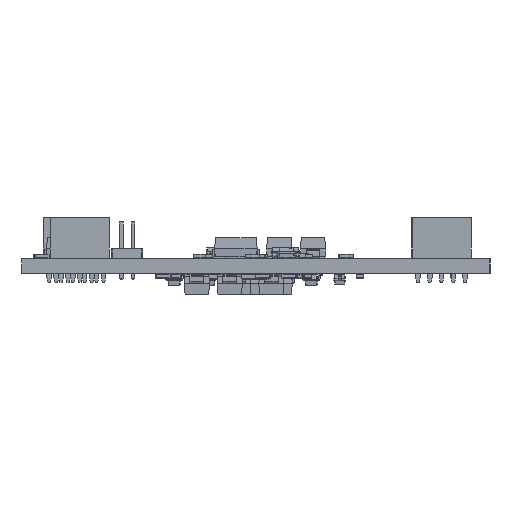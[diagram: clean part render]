
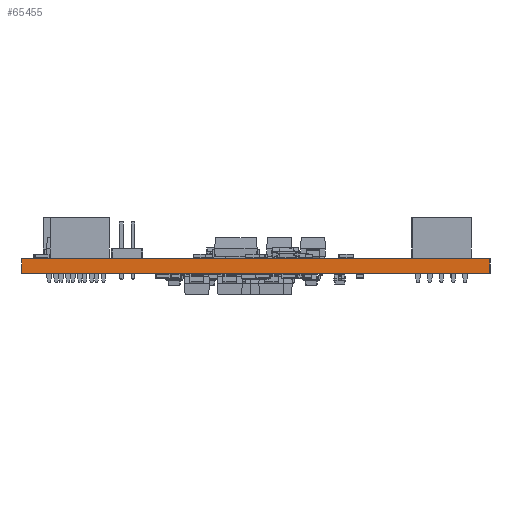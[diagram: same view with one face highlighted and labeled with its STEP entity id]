
A CAD part, left-side view. The second image highlights one B-rep face of the part: STEP entity #65455.
In plain terms, the highlighted planar face has unit normal (-1, 0, 0).
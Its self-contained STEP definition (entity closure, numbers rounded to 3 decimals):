
#59455 = PLANE('',#59456);
#59456 = AXIS2_PLACEMENT_3D('',#59457,#59458,#59459);
#59457 = CARTESIAN_POINT('',(-0.047,0.531,1.6));
#59458 = DIRECTION('',(-0.,-0.,-1.));
#59459 = DIRECTION('',(-1.,0.,0.));
#59509 = PLANE('',#59510);
#59510 = AXIS2_PLACEMENT_3D('',#59511,#59512,#59513);
#59511 = CARTESIAN_POINT('',(-0.047,0.531,0.));
#59512 = DIRECTION('',(-0.,-0.,-1.));
#59513 = DIRECTION('',(-1.,0.,0.));
#59542 = PLANE('',#59543);
#59543 = AXIS2_PLACEMENT_3D('',#59544,#59545,#59546);
#59544 = CARTESIAN_POINT('',(-33.973,25.146,0.));
#59545 = DIRECTION('',(0.,1.,0.));
#59546 = DIRECTION('',(1.,0.,0.));
#60738 = VERTEX_POINT('',#60739);
#60739 = CARTESIAN_POINT('',(-33.973,-25.146,0.));
#60753 = PLANE('',#60754);
#60754 = AXIS2_PLACEMENT_3D('',#60755,#60756,#60757);
#60755 = CARTESIAN_POINT('',(-22.53,-25.146,0.));
#60756 = DIRECTION('',(0.,-1.,0.));
#60757 = DIRECTION('',(-1.,0.,0.));
#60765 = EDGE_CURVE('',#60738,#60766,#60768,.T.);
#60766 = VERTEX_POINT('',#60767);
#60767 = CARTESIAN_POINT('',(-33.973,25.146,0.));
#60768 = SURFACE_CURVE('',#60769,(#60773,#60780),.PCURVE_S1.);
#60769 = LINE('',#60770,#60771);
#60770 = CARTESIAN_POINT('',(-33.973,-25.146,0.));
#60771 = VECTOR('',#60772,1.);
#60772 = DIRECTION('',(0.,1.,0.));
#60773 = PCURVE('',#59509,#60774);
#60774 = DEFINITIONAL_REPRESENTATION('',(#60775),#60779);
#60775 = LINE('',#60776,#60777);
#60776 = CARTESIAN_POINT('',(33.926,-25.677));
#60777 = VECTOR('',#60778,1.);
#60778 = DIRECTION('',(0.,1.));
#60779 = ( GEOMETRIC_REPRESENTATION_CONTEXT(2) 
PARAMETRIC_REPRESENTATION_CONTEXT() REPRESENTATION_CONTEXT('2D SPACE',''
  ) );
#60780 = PCURVE('',#60781,#60786);
#60781 = PLANE('',#60782);
#60782 = AXIS2_PLACEMENT_3D('',#60783,#60784,#60785);
#60783 = CARTESIAN_POINT('',(-33.973,-25.146,0.));
#60784 = DIRECTION('',(-1.,0.,0.));
#60785 = DIRECTION('',(0.,1.,0.));
#60786 = DEFINITIONAL_REPRESENTATION('',(#60787),#60791);
#60787 = LINE('',#60788,#60789);
#60788 = CARTESIAN_POINT('',(0.,0.));
#60789 = VECTOR('',#60790,1.);
#60790 = DIRECTION('',(1.,0.));
#60791 = ( GEOMETRIC_REPRESENTATION_CONTEXT(2) 
PARAMETRIC_REPRESENTATION_CONTEXT() REPRESENTATION_CONTEXT('2D SPACE',''
  ) );
#63655 = VERTEX_POINT('',#63656);
#63656 = CARTESIAN_POINT('',(-33.973,-25.146,1.6));
#63677 = EDGE_CURVE('',#63655,#63678,#63680,.T.);
#63678 = VERTEX_POINT('',#63679);
#63679 = CARTESIAN_POINT('',(-33.973,25.146,1.6));
#63680 = SURFACE_CURVE('',#63681,(#63685,#63692),.PCURVE_S1.);
#63681 = LINE('',#63682,#63683);
#63682 = CARTESIAN_POINT('',(-33.973,-25.146,1.6));
#63683 = VECTOR('',#63684,1.);
#63684 = DIRECTION('',(0.,1.,0.));
#63685 = PCURVE('',#59455,#63686);
#63686 = DEFINITIONAL_REPRESENTATION('',(#63687),#63691);
#63687 = LINE('',#63688,#63689);
#63688 = CARTESIAN_POINT('',(33.926,-25.677));
#63689 = VECTOR('',#63690,1.);
#63690 = DIRECTION('',(0.,1.));
#63691 = ( GEOMETRIC_REPRESENTATION_CONTEXT(2) 
PARAMETRIC_REPRESENTATION_CONTEXT() REPRESENTATION_CONTEXT('2D SPACE',''
  ) );
#63692 = PCURVE('',#60781,#63693);
#63693 = DEFINITIONAL_REPRESENTATION('',(#63694),#63698);
#63694 = LINE('',#63695,#63696);
#63695 = CARTESIAN_POINT('',(0.,-1.6));
#63696 = VECTOR('',#63697,1.);
#63697 = DIRECTION('',(1.,0.));
#63698 = ( GEOMETRIC_REPRESENTATION_CONTEXT(2) 
PARAMETRIC_REPRESENTATION_CONTEXT() REPRESENTATION_CONTEXT('2D SPACE',''
  ) );
#65405 = EDGE_CURVE('',#60766,#63678,#65406,.T.);
#65406 = SURFACE_CURVE('',#65407,(#65411,#65418),.PCURVE_S1.);
#65407 = LINE('',#65408,#65409);
#65408 = CARTESIAN_POINT('',(-33.973,25.146,0.));
#65409 = VECTOR('',#65410,1.);
#65410 = DIRECTION('',(0.,0.,1.));
#65411 = PCURVE('',#59542,#65412);
#65412 = DEFINITIONAL_REPRESENTATION('',(#65413),#65417);
#65413 = LINE('',#65414,#65415);
#65414 = CARTESIAN_POINT('',(0.,0.));
#65415 = VECTOR('',#65416,1.);
#65416 = DIRECTION('',(0.,-1.));
#65417 = ( GEOMETRIC_REPRESENTATION_CONTEXT(2) 
PARAMETRIC_REPRESENTATION_CONTEXT() REPRESENTATION_CONTEXT('2D SPACE',''
  ) );
#65418 = PCURVE('',#60781,#65419);
#65419 = DEFINITIONAL_REPRESENTATION('',(#65420),#65424);
#65420 = LINE('',#65421,#65422);
#65421 = CARTESIAN_POINT('',(50.292,0.));
#65422 = VECTOR('',#65423,1.);
#65423 = DIRECTION('',(0.,-1.));
#65424 = ( GEOMETRIC_REPRESENTATION_CONTEXT(2) 
PARAMETRIC_REPRESENTATION_CONTEXT() REPRESENTATION_CONTEXT('2D SPACE',''
  ) );
#65455 = ADVANCED_FACE('',(#65456),#60781,.T.);
#65456 = FACE_BOUND('',#65457,.T.);
#65457 = EDGE_LOOP('',(#65458,#65479,#65480,#65481));
#65458 = ORIENTED_EDGE('',*,*,#65459,.T.);
#65459 = EDGE_CURVE('',#60738,#63655,#65460,.T.);
#65460 = SURFACE_CURVE('',#65461,(#65465,#65472),.PCURVE_S1.);
#65461 = LINE('',#65462,#65463);
#65462 = CARTESIAN_POINT('',(-33.973,-25.146,0.));
#65463 = VECTOR('',#65464,1.);
#65464 = DIRECTION('',(0.,0.,1.));
#65465 = PCURVE('',#60781,#65466);
#65466 = DEFINITIONAL_REPRESENTATION('',(#65467),#65471);
#65467 = LINE('',#65468,#65469);
#65468 = CARTESIAN_POINT('',(0.,0.));
#65469 = VECTOR('',#65470,1.);
#65470 = DIRECTION('',(0.,-1.));
#65471 = ( GEOMETRIC_REPRESENTATION_CONTEXT(2) 
PARAMETRIC_REPRESENTATION_CONTEXT() REPRESENTATION_CONTEXT('2D SPACE',''
  ) );
#65472 = PCURVE('',#60753,#65473);
#65473 = DEFINITIONAL_REPRESENTATION('',(#65474),#65478);
#65474 = LINE('',#65475,#65476);
#65475 = CARTESIAN_POINT('',(11.443,0.));
#65476 = VECTOR('',#65477,1.);
#65477 = DIRECTION('',(0.,-1.));
#65478 = ( GEOMETRIC_REPRESENTATION_CONTEXT(2) 
PARAMETRIC_REPRESENTATION_CONTEXT() REPRESENTATION_CONTEXT('2D SPACE',''
  ) );
#65479 = ORIENTED_EDGE('',*,*,#63677,.T.);
#65480 = ORIENTED_EDGE('',*,*,#65405,.F.);
#65481 = ORIENTED_EDGE('',*,*,#60765,.F.);
